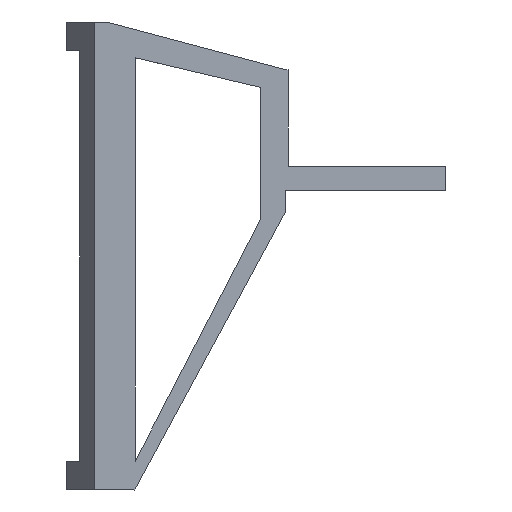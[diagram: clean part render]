
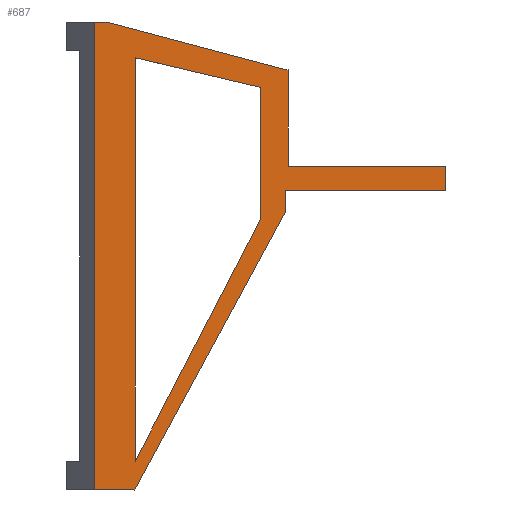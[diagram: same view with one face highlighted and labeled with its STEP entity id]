
A CAD part, front view. The second image highlights one B-rep face of the part: STEP entity #687.
In plain terms, the highlighted planar face has unit normal (0, -1, 0).
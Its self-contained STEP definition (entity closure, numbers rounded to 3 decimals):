
#49=LINE('',#1012,#121);
#54=LINE('',#1026,#126);
#58=LINE('',#1034,#130);
#62=LINE('',#1048,#134);
#66=LINE('',#1057,#138);
#70=LINE('',#1072,#142);
#75=LINE('',#1088,#147);
#77=LINE('',#1093,#149);
#79=LINE('',#1096,#151);
#82=LINE('',#1101,#154);
#86=LINE('',#1108,#158);
#87=LINE('',#1110,#159);
#88=LINE('',#1111,#160);
#89=LINE('',#1112,#161);
#90=LINE('',#1113,#162);
#121=VECTOR('',#818,1000.);
#126=VECTOR('',#831,1000.);
#130=VECTOR('',#837,1000.);
#134=VECTOR('',#849,1000.);
#138=VECTOR('',#855,1000.);
#142=VECTOR('',#867,1000.);
#147=VECTOR('',#880,1000.);
#149=VECTOR('',#884,1000.);
#151=VECTOR('',#888,1000.);
#154=VECTOR('',#893,1000.);
#158=VECTOR('',#899,1000.);
#159=VECTOR('',#902,1000.);
#160=VECTOR('',#903,1000.);
#161=VECTOR('',#904,1000.);
#162=VECTOR('',#905,1000.);
#263=ORIENTED_EDGE('',*,*,#429,.F.);
#264=ORIENTED_EDGE('',*,*,#381,.F.);
#265=ORIENTED_EDGE('',*,*,#424,.F.);
#266=ORIENTED_EDGE('',*,*,#417,.F.);
#267=ORIENTED_EDGE('',*,*,#409,.F.);
#268=ORIENTED_EDGE('',*,*,#430,.F.);
#269=ORIENTED_EDGE('',*,*,#402,.F.);
#270=ORIENTED_EDGE('',*,*,#398,.F.);
#271=ORIENTED_EDGE('',*,*,#419,.T.);
#272=ORIENTED_EDGE('',*,*,#431,.T.);
#273=ORIENTED_EDGE('',*,*,#388,.T.);
#274=ORIENTED_EDGE('',*,*,#428,.F.);
#275=ORIENTED_EDGE('',*,*,#432,.T.);
#276=ORIENTED_EDGE('',*,*,#392,.F.);
#277=ORIENTED_EDGE('',*,*,#421,.F.);
#381=EDGE_CURVE('',#469,#465,#49,.T.);
#388=EDGE_CURVE('',#475,#474,#54,.T.);
#392=EDGE_CURVE('',#478,#479,#58,.T.);
#398=EDGE_CURVE('',#484,#485,#62,.T.);
#402=EDGE_CURVE('',#485,#488,#66,.T.);
#409=EDGE_CURVE('',#493,#495,#70,.T.);
#417=EDGE_CURVE('',#495,#501,#75,.T.);
#419=EDGE_CURVE('',#484,#503,#77,.T.);
#421=EDGE_CURVE('',#504,#478,#79,.T.);
#424=EDGE_CURVE('',#501,#469,#82,.T.);
#428=EDGE_CURVE('',#506,#504,#86,.T.);
#429=EDGE_CURVE('',#465,#474,#87,.T.);
#430=EDGE_CURVE('',#488,#493,#88,.T.);
#431=EDGE_CURVE('',#503,#475,#89,.T.);
#432=EDGE_CURVE('',#506,#479,#90,.T.);
#465=VERTEX_POINT('',#1003);
#469=VERTEX_POINT('',#1011);
#474=VERTEX_POINT('',#1025);
#475=VERTEX_POINT('',#1027);
#478=VERTEX_POINT('',#1035);
#479=VERTEX_POINT('',#1036);
#484=VERTEX_POINT('',#1049);
#485=VERTEX_POINT('',#1050);
#488=VERTEX_POINT('',#1058);
#493=VERTEX_POINT('',#1070);
#495=VERTEX_POINT('',#1073);
#501=VERTEX_POINT('',#1086);
#503=VERTEX_POINT('',#1092);
#504=VERTEX_POINT('',#1097);
#506=VERTEX_POINT('',#1107);
#558=EDGE_LOOP('',(#263,#264,#265,#266,#267,#268,#269,#270,#271,#272,#273));
#559=EDGE_LOOP('',(#274,#275,#276,#277));
#618=FACE_BOUND('',#558,.T.);
#619=FACE_BOUND('',#559,.T.);
#660=PLANE('',#753);
#687=ADVANCED_FACE('',(#618,#619),#660,.T.);
#753=AXIS2_PLACEMENT_3D('',#1109,#900,#901);
#818=DIRECTION('',(-1.,0.,0.));
#831=DIRECTION('',(-1.,0.,0.));
#837=DIRECTION('',(0.,0.,1.));
#849=DIRECTION('',(0.,0.,-1.));
#855=DIRECTION('',(1.,0.,0.));
#867=DIRECTION('',(-1.,0.,0.));
#880=DIRECTION('',(0.,0.,-1.));
#884=DIRECTION('',(-1.,0.,0.));
#888=DIRECTION('',(0.46,0.,0.888));
#893=DIRECTION('',(-0.476,0.,-0.879));
#899=DIRECTION('',(0.,0.,-1.));
#900=DIRECTION('',(0.,-1.,0.));
#901=DIRECTION('',(0.,0.,1.));
#902=DIRECTION('',(0.,0.,1.));
#903=DIRECTION('',(0.,0.,-1.));
#904=DIRECTION('',(-0.966,0.,0.257));
#905=DIRECTION('',(0.973,0.,-0.229));
#1003=CARTESIAN_POINT('',(-98.17,0.,-73.991));
#1011=CARTESIAN_POINT('',(-89.755,0.,-73.991));
#1012=CARTESIAN_POINT('',(-103.995,0.,-73.991));
#1025=CARTESIAN_POINT('',(-98.17,0.,23.009));
#1026=CARTESIAN_POINT('',(-95.675,0.,23.009));
#1027=CARTESIAN_POINT('',(-95.675,0.,23.009));
#1034=CARTESIAN_POINT('',(-63.616,0.,-8.268));
#1035=CARTESIAN_POINT('',(-63.616,0.,-17.75));
#1036=CARTESIAN_POINT('',(-63.616,0.,9.451));
#1048=CARTESIAN_POINT('',(-57.977,0.,8.122));
#1049=CARTESIAN_POINT('',(-57.977,0.,13.122));
#1050=CARTESIAN_POINT('',(-57.977,0.,-6.878));
#1057=CARTESIAN_POINT('',(-37.197,0.,-6.878));
#1058=CARTESIAN_POINT('',(-25.297,0.,-6.878));
#1070=CARTESIAN_POINT('',(-25.297,0.,-11.878));
#1072=CARTESIAN_POINT('',(-58.5,0.,-11.878));
#1073=CARTESIAN_POINT('',(-58.5,0.,-11.878));
#1086=CARTESIAN_POINT('',(-58.5,0.,-16.233));
#1088=CARTESIAN_POINT('',(-58.5,0.,-16.233));
#1092=CARTESIAN_POINT('',(-58.5,0.,13.122));
#1093=CARTESIAN_POINT('',(-37.197,0.,13.122));
#1096=CARTESIAN_POINT('',(-89.675,0.,-67.991));
#1097=CARTESIAN_POINT('',(-89.675,0.,-67.991));
#1101=CARTESIAN_POINT('',(-58.5,0.,-16.233));
#1107=CARTESIAN_POINT('',(-89.675,0.,15.595));
#1108=CARTESIAN_POINT('',(-89.675,0.,-44.379));
#1109=CARTESIAN_POINT('',(26.005,0.,-43.991));
#1110=CARTESIAN_POINT('',(-98.17,0.,40.193));
#1111=CARTESIAN_POINT('',(-25.297,0.,-7.878));
#1112=CARTESIAN_POINT('',(-58.5,0.,13.122));
#1113=CARTESIAN_POINT('',(-95.675,0.,17.009));
